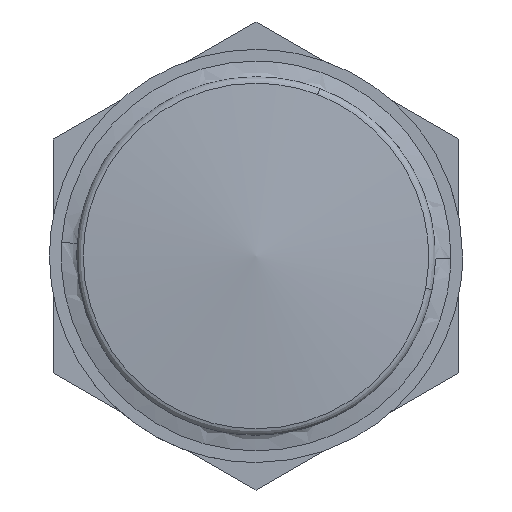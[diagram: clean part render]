
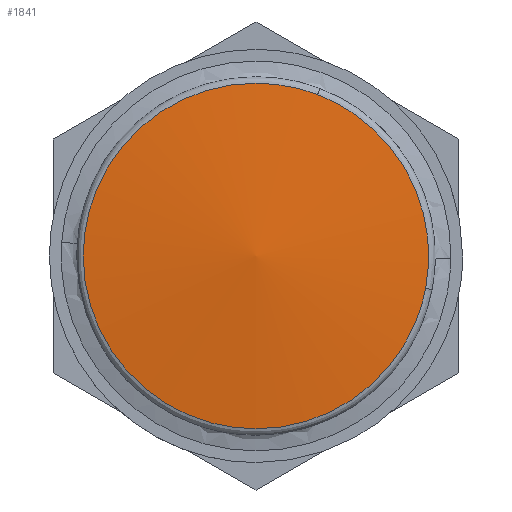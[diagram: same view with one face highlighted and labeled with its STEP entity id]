
A CAD part, front view. The second image highlights one B-rep face of the part: STEP entity #1841.
In plain terms, the highlighted free-form (B-spline) face has degree [2, 2] with [4, 4] control points.
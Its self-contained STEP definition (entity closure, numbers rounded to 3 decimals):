
#1469=CARTESIAN_POINT('',(-19.572,-10.887,-2.077));
#1470=VERTEX_POINT('',#1469);
#1481=CARTESIAN_POINT('',(-19.572,0.0,-11.083));
#1482=VERTEX_POINT('',#1481);
#1483=CARTESIAN_POINT('',(-19.572,0.0,-11.083));
#1484=CARTESIAN_POINT('',(-19.572,-0.678,-11.083));
#1485=CARTESIAN_POINT('',(-19.572,-1.755,-10.984));
#1486=CARTESIAN_POINT('',(-19.572,-3.153,-10.645));
#1487=CARTESIAN_POINT('',(-19.572,-4.377,-10.212));
#1488=CARTESIAN_POINT('',(-19.572,-5.756,-9.526));
#1489=CARTESIAN_POINT('',(-19.572,-7.205,-8.49));
#1490=CARTESIAN_POINT('',(-19.572,-8.391,-7.297));
#1491=CARTESIAN_POINT('',(-19.572,-9.312,-6.065));
#1492=CARTESIAN_POINT('',(-19.572,-9.992,-4.864));
#1493=CARTESIAN_POINT('',(-19.572,-10.544,-3.514));
#1494=CARTESIAN_POINT('',(-19.572,-10.79,-2.586));
#1495=CARTESIAN_POINT('',(-19.572,-10.887,-2.077));
#1496=B_SPLINE_CURVE_WITH_KNOTS('',3,(#1483,#1484,#1485,#1486,#1487,#1488,#1489,#1490,#1491,#1492,#1493,#1494,#1495),.UNSPECIFIED.,.F.,.U.,(4,1,1,1,1,1,1,1,1,1,4),(0.,2.035,3.232,4.309,5.925,7.84,9.635,10.952,12.448,13.764,15.32),.UNSPECIFIED.);
#1497=EDGE_CURVE('',#1482,#1470,#1496,.T.);
#1499=CARTESIAN_POINT('',(-19.572,11.083,0.));
#1500=VERTEX_POINT('',#1499);
#1501=CARTESIAN_POINT('',(-19.572,11.083,0.));
#1502=CARTESIAN_POINT('',(-19.572,11.083,-0.816));
#1503=CARTESIAN_POINT('',(-19.572,10.925,-2.244));
#1504=CARTESIAN_POINT('',(-19.572,10.408,-3.894));
#1505=CARTESIAN_POINT('',(-19.572,9.882,-5.05));
#1506=CARTESIAN_POINT('',(-19.572,9.379,-5.939));
#1507=CARTESIAN_POINT('',(-19.572,8.608,-7.034));
#1508=CARTESIAN_POINT('',(-19.572,7.697,-8.02));
#1509=CARTESIAN_POINT('',(-19.572,6.475,-9.035));
#1510=CARTESIAN_POINT('',(-19.572,5.205,-9.835));
#1511=CARTESIAN_POINT('',(-19.572,3.807,-10.439));
#1512=CARTESIAN_POINT('',(-19.572,2.478,-10.828));
#1513=CARTESIAN_POINT('',(-19.572,1.247,-11.038));
#1514=CARTESIAN_POINT('',(-19.572,0.385,-11.083));
#1515=CARTESIAN_POINT('',(-19.572,0.0,-11.083));
#1516=B_SPLINE_CURVE_WITH_KNOTS('',3,(#1501,#1502,#1503,#1504,#1505,#1506,#1507,#1508,#1509,#1510,#1511,#1512,#1513,#1514,#1515),.UNSPECIFIED.,.F.,.U.,(4,1,1,1,1,1,1,1,1,1,1,1,4),(0.,2.448,4.284,5.168,6.257,7.345,9.181,10.269,12.105,13.669,14.825,16.253,17.409),.UNSPECIFIED.);
#1517=EDGE_CURVE('',#1500,#1482,#1516,.T.);
#1519=CARTESIAN_POINT('',(-19.572,0.0,11.083));
#1520=VERTEX_POINT('',#1519);
#1521=CARTESIAN_POINT('',(-19.572,0.0,11.083));
#1522=CARTESIAN_POINT('',(-19.572,0.635,11.083));
#1523=CARTESIAN_POINT('',(-19.572,1.813,10.982));
#1524=CARTESIAN_POINT('',(-19.572,3.379,10.59));
#1525=CARTESIAN_POINT('',(-19.572,4.688,10.071));
#1526=CARTESIAN_POINT('',(-19.572,5.807,9.468));
#1527=CARTESIAN_POINT('',(-19.572,6.739,8.82));
#1528=CARTESIAN_POINT('',(-19.572,7.622,8.072));
#1529=CARTESIAN_POINT('',(-19.572,8.537,7.124));
#1530=CARTESIAN_POINT('',(-19.572,9.419,5.911));
#1531=CARTESIAN_POINT('',(-19.572,10.015,4.787));
#1532=CARTESIAN_POINT('',(-19.572,10.467,3.697));
#1533=CARTESIAN_POINT('',(-19.572,10.76,2.742));
#1534=CARTESIAN_POINT('',(-19.572,11.017,1.428));
#1535=CARTESIAN_POINT('',(-19.572,11.083,0.567));
#1536=CARTESIAN_POINT('',(-19.572,11.083,0.));
#1537=B_SPLINE_CURVE_WITH_KNOTS('',3,(#1521,#1522,#1523,#1524,#1525,#1526,#1527,#1528,#1529,#1530,#1531,#1532,#1533,#1534,#1535,#1536),.UNSPECIFIED.,.F.,.U.,(4,1,1,1,1,1,1,1,1,1,1,1,1,4),(0.,1.904,3.536,4.828,6.121,7.345,8.229,9.589,11.289,12.717,13.397,14.825,15.709,17.409),.UNSPECIFIED.);
#1538=EDGE_CURVE('',#1520,#1500,#1537,.T.);
#1540=CARTESIAN_POINT('',(-19.572,-3.945,10.357));
#1541=VERTEX_POINT('',#1540);
#1542=CARTESIAN_POINT('',(-19.572,-3.945,10.357));
#1543=CARTESIAN_POINT('',(-19.572,-3.297,10.604));
#1544=CARTESIAN_POINT('',(-19.572,-1.996,10.964));
#1545=CARTESIAN_POINT('',(-19.572,-0.651,11.083));
#1546=CARTESIAN_POINT('',(-19.572,0.0,11.083));
#1547=B_SPLINE_CURVE_WITH_KNOTS('',3,(#1542,#1543,#1544,#1545,#1546),.UNSPECIFIED.,.F.,.U.,(4,1,4),(0.,2.08,4.034),.UNSPECIFIED.);
#1548=EDGE_CURVE('',#1541,#1520,#1547,.T.);
#1582=CARTESIAN_POINT('',(-19.572,-10.887,-2.077));
#1583=CARTESIAN_POINT('',(-19.572,-10.977,-1.602));
#1584=CARTESIAN_POINT('',(-19.572,-11.096,-0.641));
#1585=CARTESIAN_POINT('',(-19.572,-11.086,0.671));
#1586=CARTESIAN_POINT('',(-19.572,-10.94,1.892));
#1587=CARTESIAN_POINT('',(-19.572,-10.693,2.994));
#1588=CARTESIAN_POINT('',(-19.572,-10.247,4.312));
#1589=CARTESIAN_POINT('',(-19.572,-9.672,5.47));
#1590=CARTESIAN_POINT('',(-19.572,-8.94,6.581));
#1591=CARTESIAN_POINT('',(-19.572,-8.115,7.599));
#1592=CARTESIAN_POINT('',(-19.572,-7.04,8.609));
#1593=CARTESIAN_POINT('',(-19.572,-5.619,9.605));
#1594=CARTESIAN_POINT('',(-19.572,-4.585,10.114));
#1595=CARTESIAN_POINT('',(-19.572,-3.945,10.357));
#1596=B_SPLINE_CURVE_WITH_KNOTS('',3,(#1582,#1583,#1584,#1585,#1586,#1587,#1588,#1589,#1590,#1591,#1592,#1593,#1594,#1595),.UNSPECIFIED.,.F.,.U.,(4,1,1,1,1,1,1,1,1,1,1,4),(0.,1.45,2.9,3.927,5.135,6.283,8.095,9.001,10.27,12.022,13.411,15.465),.UNSPECIFIED.);
#1597=EDGE_CURVE('',#1470,#1541,#1596,.T.);
#1810=CARTESIAN_POINT('',(-18.276,-12.071,12.071));
#1811=CARTESIAN_POINT('',(-19.379,-6.086,12.173));
#1812=CARTESIAN_POINT('',(-19.379,6.086,12.173));
#1813=CARTESIAN_POINT('',(-18.276,12.071,12.071));
#1814=CARTESIAN_POINT('',(-19.379,-12.173,6.086));
#1815=CARTESIAN_POINT('',(-20.5,-6.138,6.138));
#1816=CARTESIAN_POINT('',(-20.5,6.138,6.138));
#1817=CARTESIAN_POINT('',(-19.379,12.173,6.086));
#1818=CARTESIAN_POINT('',(-19.379,-12.173,-6.086));
#1819=CARTESIAN_POINT('',(-20.5,-6.138,-6.138));
#1820=CARTESIAN_POINT('',(-20.5,6.138,-6.138));
#1821=CARTESIAN_POINT('',(-19.379,12.173,-6.086));
#1822=CARTESIAN_POINT('',(-18.276,-12.071,-12.071));
#1823=CARTESIAN_POINT('',(-19.379,-6.086,-12.173));
#1824=CARTESIAN_POINT('',(-19.379,6.086,-12.173));
#1825=CARTESIAN_POINT('',(-18.276,12.071,-12.071));
#1833=(BOUNDED_SURFACE()B_SPLINE_SURFACE(2,2,((#1810,#1814,#1818,#1822),(#1811,#1815,#1819,#1823),(#1812,#1816,#1820,#1824),(#1813,#1817,#1821,#1825)),.UNSPECIFIED.,.F.,.F.,.U.)B_SPLINE_SURFACE_WITH_KNOTS((3,1,3),(3,1,3),(19.092,31.025,42.959),(19.092,31.025,42.959),.UNSPECIFIED.)GEOMETRIC_REPRESENTATION_ITEM()RATIONAL_B_SPLINE_SURFACE(((1.017,1.008,1.008,1.017),(1.008,1.0,1.0,1.008),(1.008,1.0,1.0,1.008),(1.017,1.008,1.008,1.017)))REPRESENTATION_ITEM('')SURFACE());
#1834=ORIENTED_EDGE('',*,*,#1538,.T.);
#1835=ORIENTED_EDGE('',*,*,#1517,.T.);
#1836=ORIENTED_EDGE('',*,*,#1497,.T.);
#1837=ORIENTED_EDGE('',*,*,#1597,.T.);
#1838=ORIENTED_EDGE('',*,*,#1548,.T.);
#1839=EDGE_LOOP('',(#1834,#1835,#1836,#1837,#1838));
#1840=FACE_OUTER_BOUND('',#1839,.T.);
#1841=ADVANCED_FACE('',(#1840),#1833,.T.);
